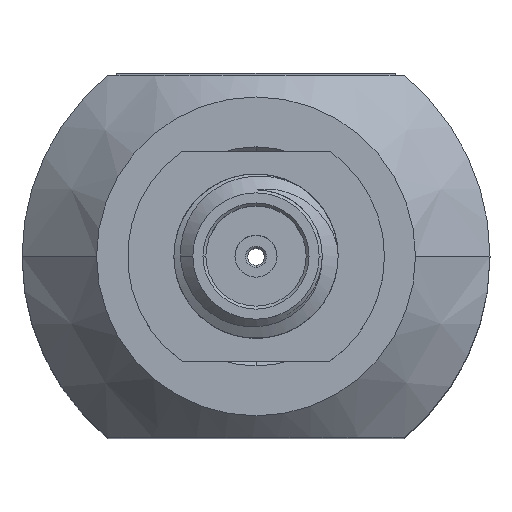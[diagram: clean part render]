
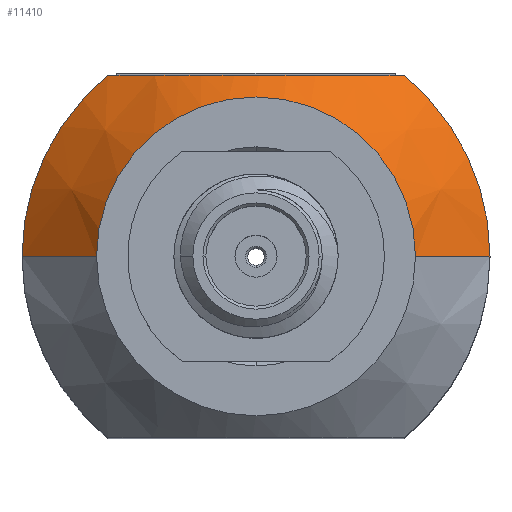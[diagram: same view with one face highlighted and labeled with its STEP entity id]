
A CAD part, top view. The second image highlights one B-rep face of the part: STEP entity #11410.
In plain terms, the highlighted conical face has half-angle 45 degrees and reference radius 3.786 mm.
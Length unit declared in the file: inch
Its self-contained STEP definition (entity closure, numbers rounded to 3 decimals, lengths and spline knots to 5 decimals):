
#113 = DIRECTION ( 'NONE',  ( -1., 0., 0. ) ) ;
#168 = AXIS2_PLACEMENT_3D ( 'NONE', #8050, #1281, #113 ) ;
#205 = CARTESIAN_POINT ( 'NONE',  ( 0.13854, 0.16929, 0.25291 ) ) ;
#294 = CARTESIAN_POINT ( 'NONE',  ( -0.08155, 0.16929, 0.28377 ) ) ;
#473 = CARTESIAN_POINT ( 'NONE',  ( -0.12662, 0.16929, 0.26046 ) ) ;
#702 = CARTESIAN_POINT ( 'NONE',  ( 0., 0., 0.25291 ) ) ;
#1281 = DIRECTION ( 'NONE',  ( 0., 0., -1. ) ) ;
#1499 = CARTESIAN_POINT ( 'NONE',  ( -0.21875, 0., 0.25291 ) ) ;
#1528 = CARTESIAN_POINT ( 'NONE',  ( 0.06188, 0.16929, 0.29145 ) ) ;
#1856 = ORIENTED_EDGE ( 'NONE', *, *, #14524, .F. ) ;
#2026 = EDGE_CURVE ( 'NONE', #14711, #12931, #7109, .T. ) ;
#2283 = AXIS2_PLACEMENT_3D ( 'NONE', #15891, #2308, #7832 ) ;
#2308 = DIRECTION ( 'NONE',  ( 0., 0., 1. ) ) ;
#2875 = CARTESIAN_POINT ( 'NONE',  ( -0.07306, 0.16929, 0.28728 ) ) ;
#3086 = AXIS2_PLACEMENT_3D ( 'NONE', #702, #9791, #15262 ) ;
#3149 = CARTESIAN_POINT ( 'NONE',  ( 0.06738, 0.16929, 0.28946 ) ) ;
#3221 = ORIENTED_EDGE ( 'NONE', *, *, #15095, .T. ) ;
#4103 = VECTOR ( 'NONE', #10652, 39.37008 ) ;
#4324 = CARTESIAN_POINT ( 'NONE',  ( 0.14906, 0., 0.3226 ) ) ;
#4421 = CIRCLE ( 'NONE', #16135, 0.21875 ) ;
#4477 = CARTESIAN_POINT ( 'NONE',  ( -0.04742, 0.16929, 0.2974 ) ) ;
#5468 = VERTEX_POINT ( 'NONE', #12315 ) ;
#5890 = CARTESIAN_POINT ( 'NONE',  ( -0.07329, 0.16929, 0.28719 ) ) ;
#5966 = CARTESIAN_POINT ( 'NONE',  ( -0.13854, 0.16929, 0.25291 ) ) ;
#6002 = CARTESIAN_POINT ( 'NONE',  ( 0., 0., 0.25291 ) ) ;
#6038 = VERTEX_POINT ( 'NONE', #5966 ) ;
#6348 = DIRECTION ( 'NONE',  ( -0.707, 0., -0.707 ) ) ;
#6952 = CARTESIAN_POINT ( 'NONE',  ( 0.07153, 0.16929, 0.28788 ) ) ;
#7109 = CIRCLE ( 'NONE', #2283, 0.14906 ) ;
#7155 = DIRECTION ( 'NONE',  ( -1., 0., 0. ) ) ;
#7832 = DIRECTION ( 'NONE',  ( 1., 0., 0. ) ) ;
#7847 = B_SPLINE_CURVE_WITH_KNOTS ( 'NONE', 3,
 ( #11071, #473, #8299, #16718, #294, #12673, #10010, #13835, #5890, #2875, #4477, #13745, #15387, #16551, #8489, #1528, #3149, #8577, #6952, #8670, #9742, #9659, #12410, #13937, #205 ),
 .UNSPECIFIED., .F., .F.,
 ( 4, 1, 1, 1, 1, 1, 2, 2, 2, 1, 1, 1, 1, 1, 1, 2, 2, 4 ),
 ( 0., 0.125, 0.1875, 0.21875, 0.23438, 0.24219, 0.24609, 0.25, 0.5, 0.625, 0.6875, 0.71875, 0.73437, 0.74219, 0.74609, 0.74805, 0.75, 1. ),
 .UNSPECIFIED. ) ;
#8050 = CARTESIAN_POINT ( 'NONE',  ( 0., 0., 0.3226 ) ) ;
#8229 = EDGE_CURVE ( 'NONE', #12931, #15494, #9117, .T. ) ;
#8299 = CARTESIAN_POINT ( 'NONE',  ( -0.10945, 0.16929, 0.27043 ) ) ;
#8489 = CARTESIAN_POINT ( 'NONE',  ( 0.05097, 0.16929, 0.29501 ) ) ;
#8577 = CARTESIAN_POINT ( 'NONE',  ( 0.07014, 0.16929, 0.28842 ) ) ;
#8663 = ORIENTED_EDGE ( 'NONE', *, *, #11523, .F. ) ;
#8670 = CARTESIAN_POINT ( 'NONE',  ( 0.07212, 0.16929, 0.28765 ) ) ;
#9117 = LINE ( 'NONE', #16999, #16639 ) ;
#9573 = ORIENTED_EDGE ( 'NONE', *, *, #8229, .F. ) ;
#9659 = CARTESIAN_POINT ( 'NONE',  ( 0.07275, 0.16929, 0.2874 ) ) ;
#9742 = CARTESIAN_POINT ( 'NONE',  ( 0.07251, 0.16929, 0.2875 ) ) ;
#9791 = DIRECTION ( 'NONE',  ( 0., 0., -1. ) ) ;
#9814 = CARTESIAN_POINT ( 'NONE',  ( 0.14906, 0., 0.3226 ) ) ;
#9995 = CARTESIAN_POINT ( 'NONE',  ( -0.14906, 0., 0.3226 ) ) ;
#10010 = CARTESIAN_POINT ( 'NONE',  ( -0.07487, 0.16929, 0.28656 ) ) ;
#10652 = DIRECTION ( 'NONE',  ( 0.707, 0., -0.707 ) ) ;
#11071 = CARTESIAN_POINT ( 'NONE',  ( -0.13854, 0.16929, 0.25291 ) ) ;
#11167 = DIRECTION ( 'NONE',  ( 0., 0., -1. ) ) ;
#11410 = ADVANCED_FACE ( 'NONE', ( #16461 ), #12145, .T. ) ;
#11523 = EDGE_CURVE ( 'NONE', #6038, #13220, #7847, .T. ) ;
#12089 = LINE ( 'NONE', #9814, #4103 ) ;
#12145 = CONICAL_SURFACE ( 'NONE', #168, 0.14906, 0.785 ) ;
#12315 = CARTESIAN_POINT ( 'NONE',  ( 0.21875, 0., 0.25291 ) ) ;
#12410 = CARTESIAN_POINT ( 'NONE',  ( 0.09291, 0.16929, 0.27943 ) ) ;
#12526 = ORIENTED_EDGE ( 'NONE', *, *, #17132, .F. ) ;
#12673 = CARTESIAN_POINT ( 'NONE',  ( -0.07708, 0.16929, 0.28565 ) ) ;
#12931 = VERTEX_POINT ( 'NONE', #9995 ) ;
#13220 = VERTEX_POINT ( 'NONE', #16080 ) ;
#13380 = EDGE_LOOP ( 'NONE', ( #15860, #3221, #12526, #8663, #1856, #9573 ) ) ;
#13745 = CARTESIAN_POINT ( 'NONE',  ( -0.02319, 0.16929, 0.30238 ) ) ;
#13835 = CARTESIAN_POINT ( 'NONE',  ( -0.07392, 0.16929, 0.28694 ) ) ;
#13937 = CARTESIAN_POINT ( 'NONE',  ( 0.11478, 0.16929, 0.26796 ) ) ;
#14195 = CIRCLE ( 'NONE', #3086, 0.21875 ) ;
#14524 = EDGE_CURVE ( 'NONE', #15494, #6038, #14195, .T. ) ;
#14711 = VERTEX_POINT ( 'NONE', #4324 ) ;
#15095 = EDGE_CURVE ( 'NONE', #14711, #5468, #12089, .T. ) ;
#15262 = DIRECTION ( 'NONE',  ( 1., 0., 0. ) ) ;
#15387 = CARTESIAN_POINT ( 'NONE',  ( 0.01167, 0.16929, 0.30237 ) ) ;
#15494 = VERTEX_POINT ( 'NONE', #1499 ) ;
#15860 = ORIENTED_EDGE ( 'NONE', *, *, #2026, .F. ) ;
#15891 = CARTESIAN_POINT ( 'NONE',  ( 0., 0., 0.3226 ) ) ;
#16080 = CARTESIAN_POINT ( 'NONE',  ( 0.13854, 0.16929, 0.25291 ) ) ;
#16135 = AXIS2_PLACEMENT_3D ( 'NONE', #6002, #11167, #7155 ) ;
#16461 = FACE_OUTER_BOUND ( 'NONE', #13380, .T. ) ;
#16551 = CARTESIAN_POINT ( 'NONE',  ( 0.02949, 0.16929, 0.30049 ) ) ;
#16639 = VECTOR ( 'NONE', #6348, 39.37008 ) ;
#16718 = CARTESIAN_POINT ( 'NONE',  ( -0.09065, 0.16929, 0.27972 ) ) ;
#16999 = CARTESIAN_POINT ( 'NONE',  ( -0.14906, 0., 0.3226 ) ) ;
#17132 = EDGE_CURVE ( 'NONE', #13220, #5468, #4421, .T. ) ;
